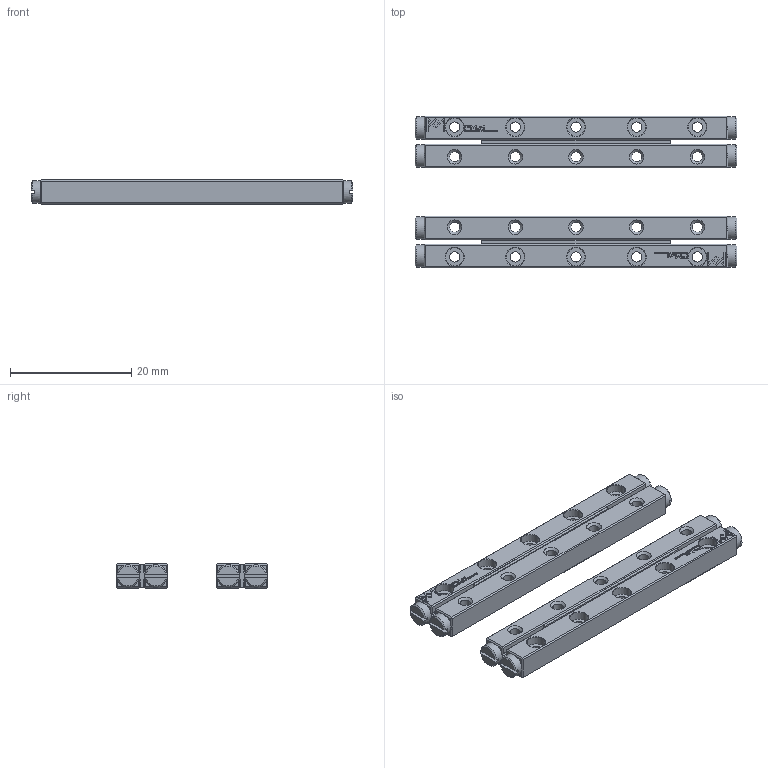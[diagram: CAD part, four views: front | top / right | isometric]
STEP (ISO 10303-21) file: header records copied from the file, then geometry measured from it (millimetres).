
FILE_DESCRIPTION(/* description */ (''),/* implementation_level */ '2;1');
FILE_NAME(/* name */ 'Set RSD-1550x10KZR_stp.stp',/* time_stamp */ '2025-02-17T08:55:39+01:00',/* author */ (''),/* organization */ (''),/* preprocessor_version */ 'ST-DEVELOPER v16.7',/* originating_system */ 'SIEMENS PLM Software NX 12.0',/* authorisation */ '');
FILE_SCHEMA (('AUTOMOTIVE_DESIGN { 1 0 10303 214 3 1 1 1 }'));
Products named in the file (1): Set RSD-1550x10KZR_stp
Bounding box: 53 x 25 x 4 mm (x, y, z)
Volume: 2934.6 mm3; surface area: 5174.2 mm2
Topology: 34 solids, 34 shells, 1772 faces, 4708 edges, 3124 vertices
Faces by surface type: plane 1200, bspline 360, cone 120, cylinder 92
Full cylindrical faces by diameter (mm): 1.45 x8, 1.5 x20, 1.675 x20, 1.8 x8, 2 x8, 3 x20, 3.7 x8
Entity records: 63285 total; most frequent: CARTESIAN_POINT 14313, ORIENTED_EDGE 8856, DIRECTION 6814, EDGE_CURVE 4428, LINE 3364, VECTOR 3364, VERTEX_POINT 3048, EDGE_LOOP 2168
